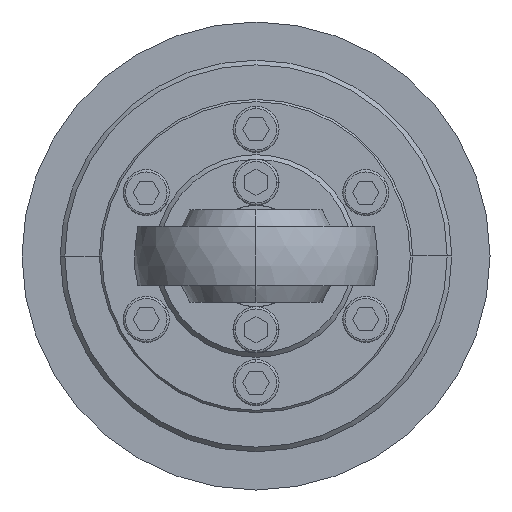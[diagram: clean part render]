
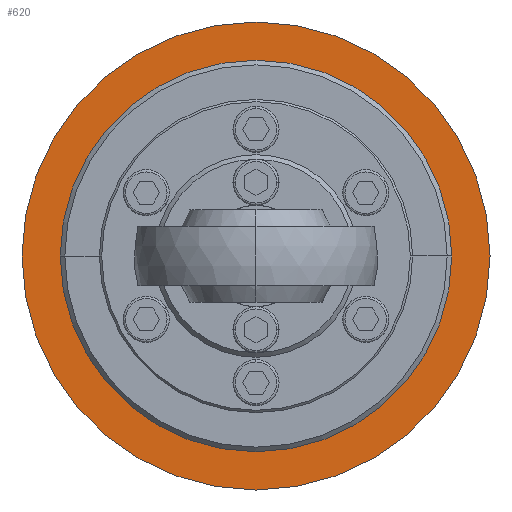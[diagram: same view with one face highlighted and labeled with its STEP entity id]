
A CAD part, left-side view. The second image highlights one B-rep face of the part: STEP entity #620.
In plain terms, the highlighted planar face has unit normal (-1, 0, 0).
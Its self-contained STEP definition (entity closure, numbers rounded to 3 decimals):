
#620=ADVANCED_FACE('',(#1380,#1381),#1382,.T.);
#1380=FACE_BOUND('',#2147,.T.);
#1381=FACE_OUTER_BOUND('',#2148,.T.);
#1382=PLANE('',#2149);
#2147=EDGE_LOOP('',(#5048,#5049));
#2148=EDGE_LOOP('',(#5050,#5051));
#2149=AXIS2_PLACEMENT_3D('',#5052,#5053,#5054);
#5048=ORIENTED_EDGE('',*,*,#5871,.T.);
#5049=ORIENTED_EDGE('',*,*,#5981,.T.);
#5050=ORIENTED_EDGE('',*,*,#5984,.T.);
#5051=ORIENTED_EDGE('',*,*,#5865,.T.);
#5052=CARTESIAN_POINT('',(-206.0,0.0,0.0));
#5053=DIRECTION('',(-1.0,0.0,0.0));
#5054=DIRECTION('',(0.0,0.0,1.0));
#5865=EDGE_CURVE('',#7307,#7304,#7308,.T.);
#5871=EDGE_CURVE('',#7313,#7317,#7319,.T.);
#5981=EDGE_CURVE('',#7317,#7313,#7503,.T.);
#5984=EDGE_CURVE('',#7304,#7307,#7506,.T.);
#7304=VERTEX_POINT('',#30334);
#7307=VERTEX_POINT('',#30338);
#7308=CIRCLE('',#30339,50.8);
#7313=VERTEX_POINT('',#30345);
#7317=VERTEX_POINT('',#30350);
#7319=CIRCLE('',#30353,42.5);
#7503=CIRCLE('',#30600,42.5);
#7506=CIRCLE('',#30603,50.8);
#30334=CARTESIAN_POINT('',(-206.0,0.0,-50.8));
#30338=CARTESIAN_POINT('',(-206.0,0.,50.8));
#30339=AXIS2_PLACEMENT_3D('',#32225,#32226,#32227);
#30345=CARTESIAN_POINT('',(-206.0,0.0,-42.5));
#30350=CARTESIAN_POINT('',(-206.0,0.,42.5));
#30353=AXIS2_PLACEMENT_3D('',#32237,#32238,#32239);
#30600=AXIS2_PLACEMENT_3D('',#32441,#32442,#32443);
#30603=AXIS2_PLACEMENT_3D('',#32450,#32451,#32452);
#32225=CARTESIAN_POINT('',(-206.0,0.0,0.0));
#32226=DIRECTION('',(-1.0,0.0,0.0));
#32227=DIRECTION('',(0.0,0.0,-1.0));
#32237=CARTESIAN_POINT('',(-206.0,0.0,0.0));
#32238=DIRECTION('',(1.0,0.0,0.0));
#32239=DIRECTION('',(0.0,0.0,-1.0));
#32441=CARTESIAN_POINT('',(-206.0,0.0,0.0));
#32442=DIRECTION('',(1.0,0.0,0.0));
#32443=DIRECTION('',(0.0,0.0,-1.0));
#32450=CARTESIAN_POINT('',(-206.0,0.0,0.0));
#32451=DIRECTION('',(-1.0,0.0,0.0));
#32452=DIRECTION('',(0.0,0.0,-1.0));
